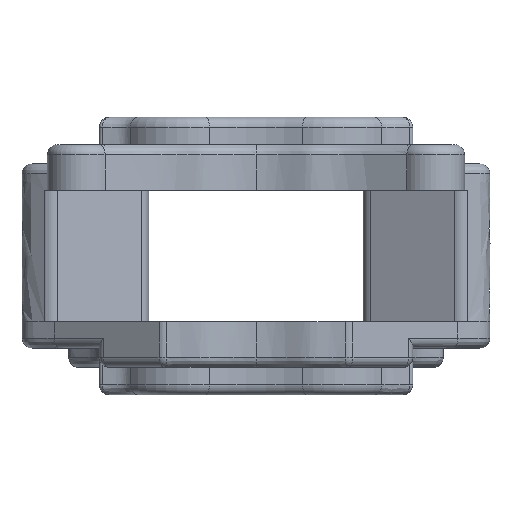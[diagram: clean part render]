
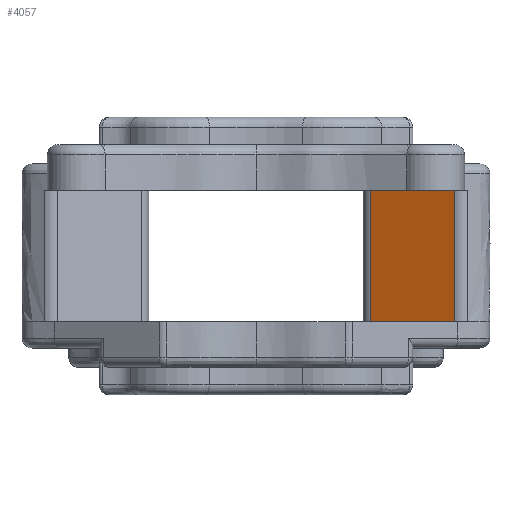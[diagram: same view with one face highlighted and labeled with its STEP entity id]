
A CAD part, front view. The second image highlights one B-rep face of the part: STEP entity #4057.
In plain terms, the highlighted planar face has unit normal (-0.434, -0.901, 0).
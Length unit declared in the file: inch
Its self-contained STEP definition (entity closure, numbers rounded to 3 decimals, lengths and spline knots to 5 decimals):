
#370=PLANE('',#4478);
#634=FACE_OUTER_BOUND('',#905,.T.);
#905=EDGE_LOOP('',(#3348,#3349,#3350,#3351));
#1129=LINE('',#7177,#1336);
#1132=LINE('',#7244,#1339);
#1189=LINE('',#10234,#1396);
#1190=LINE('',#10236,#1397);
#1336=VECTOR('',#5097,1.4);
#1339=VECTOR('',#5116,1.4);
#1396=VECTOR('',#5295,1.96);
#1397=VECTOR('',#5298,1.96);
#1867=VERTEX_POINT('',#7174);
#1868=VERTEX_POINT('',#7176);
#1884=VERTEX_POINT('',#7241);
#1885=VERTEX_POINT('',#7243);
#2309=EDGE_CURVE('',#1867,#1868,#1129,.T.);
#2326=EDGE_CURVE('',#1885,#1884,#1132,.T.);
#2485=EDGE_CURVE('',#1884,#1868,#1189,.T.);
#2486=EDGE_CURVE('',#1885,#1867,#1190,.T.);
#3348=ORIENTED_EDGE('',*,*,#2309,.F.);
#3349=ORIENTED_EDGE('',*,*,#2486,.F.);
#3350=ORIENTED_EDGE('',*,*,#2326,.T.);
#3351=ORIENTED_EDGE('',*,*,#2485,.T.);
#4057=ADVANCED_FACE('',(#634),#370,.T.);
#4478=AXIS2_PLACEMENT_3D('',#10235,#5296,#5297);
#5097=DIRECTION('',(0.901,-0.434,0.));
#5116=DIRECTION('',(0.901,-0.434,0.));
#5295=DIRECTION('',(0.,0.,1.));
#5296=DIRECTION('center_axis',(-0.434,-0.901,0.));
#5297=DIRECTION('ref_axis',(0.,0.,-1.));
#5298=DIRECTION('',(0.,0.,1.));
#7174=CARTESIAN_POINT('',(1.71454,0.65557,-0.6858));
#7176=CARTESIAN_POINT('',(2.97564,0.0476,-0.6858));
#7177=CARTESIAN_POINT('',(1.71454,0.65557,-0.6858));
#7241=CARTESIAN_POINT('',(2.97564,0.0476,-2.6458));
#7243=CARTESIAN_POINT('',(1.71454,0.65557,-2.6458));
#7244=CARTESIAN_POINT('',(1.71454,0.65557,-2.6458));
#10234=CARTESIAN_POINT('',(2.97564,0.0476,-2.6458));
#10235=CARTESIAN_POINT('Origin',(-4.20674,3.51022,-2.6458));
#10236=CARTESIAN_POINT('',(1.71454,0.65557,-2.6458));
